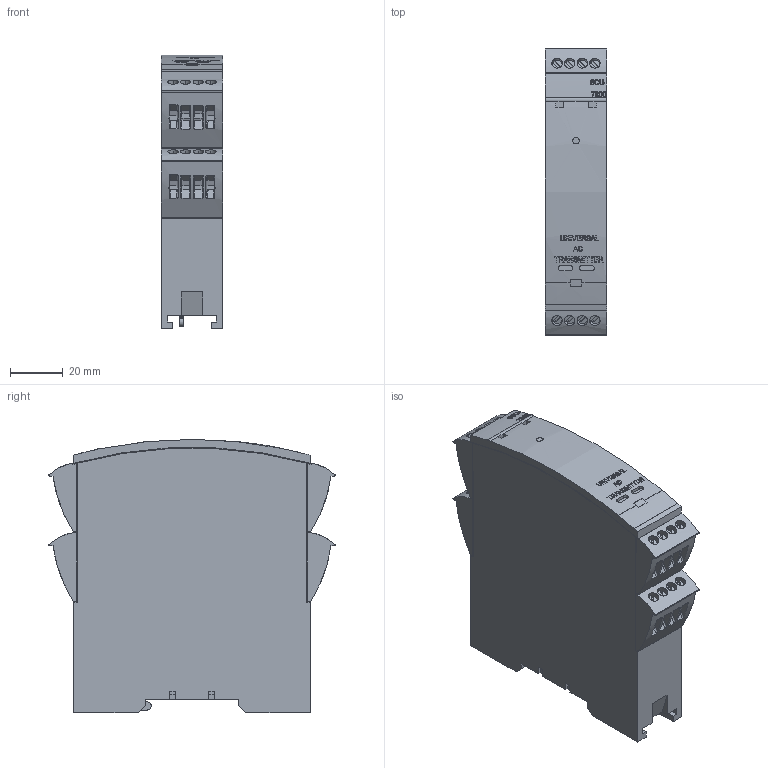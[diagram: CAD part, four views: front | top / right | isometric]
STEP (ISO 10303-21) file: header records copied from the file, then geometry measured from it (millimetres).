
FILE_DESCRIPTION (( 'STEP AP214' ), '1' );
FILE_NAME ('SCU-7900.STEP', '2019-04-22T16:29:01', ( '' ), ( '' ), 'SwSTEP 2.0', 'SolidWorks 2017', '' );
FILE_SCHEMA (( 'AUTOMOTIVE_DESIGN' ));
Length unit declared in the file: millimetre
Products named in the file (1): SCU-7900
Bounding box: 23.5 x 109 x 104 mm (x, y, z)
Volume: 216809.7 mm3; surface area: 32765 mm2
Topology: 1 solids, 1 shells, 913 faces, 2495 edges, 1666 vertices
Faces by surface type: plane 549, cylinder 188, bspline 176
Entity records: 51411 total; most frequent: CARTESIAN_POINT 25590, ORIENTED_EDGE 4990, DIRECTION 3565, EDGE_CURVE 2495, VERTEX_POINT 1666, VECTOR 1361, LINE 1361, AXIS2_PLACEMENT_3D 1102
